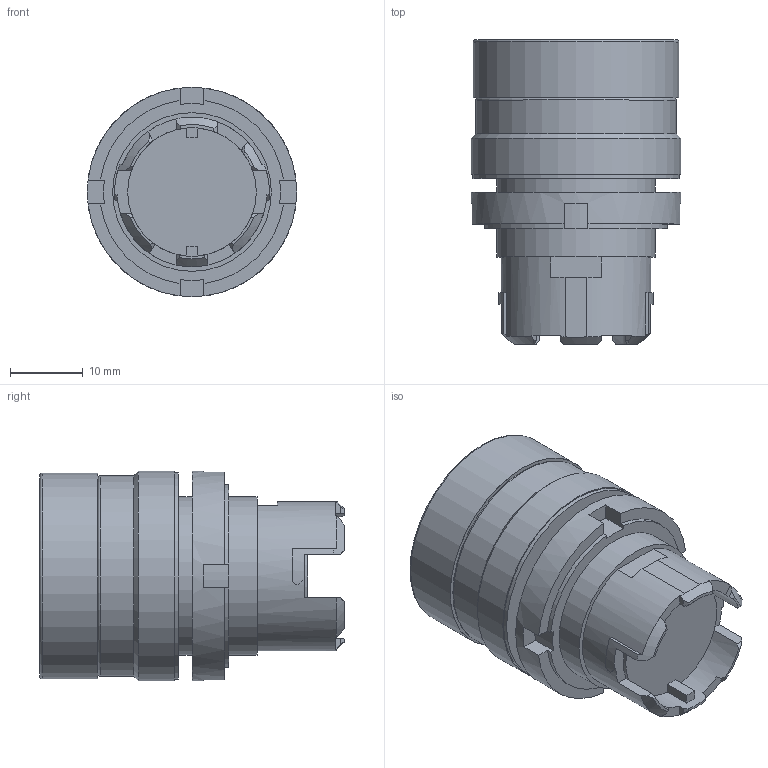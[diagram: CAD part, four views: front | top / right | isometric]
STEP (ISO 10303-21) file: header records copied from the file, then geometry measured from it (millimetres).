
FILE_DESCRIPTION( ( 'Unknown' ), '1' );
FILE_NAME( 'A204B-MF2Ex-Solid3D-20180706.stp', 'Unknown', ( 'Unknown' ), ( 'Unknown' ), 'XStep 1.0', 'Unknown', ' ' );
FILE_SCHEMA( ( 'automotive_design' ) );
Length unit declared in the file: millimetre
Products named in the file (1): 7
Bounding box: 28.8 x 41.9 x 28.8 mm (x, y, z)
Volume: 19828.4 mm3; surface area: 5500.6 mm2
Topology: 1 solids, 1 shells, 125 faces, 341 edges, 226 vertices
Faces by surface type: plane 87, cylinder 25, cone 8, torus 5
Full cylindrical faces by diameter (mm): 21.85 x2, 24.1 x1, 27.6 x1, 28.3 x1, 28.5 x1, 28.8 x2
Entity records: 4909 total; most frequent: CARTESIAN_POINT 761, DIRECTION 665, ORIENTED_EDGE 642, EDGE_CURVE 321, AXIS2_PLACEMENT_3D 247, VERTEX_POINT 219, LINE 171, VECTOR 171
